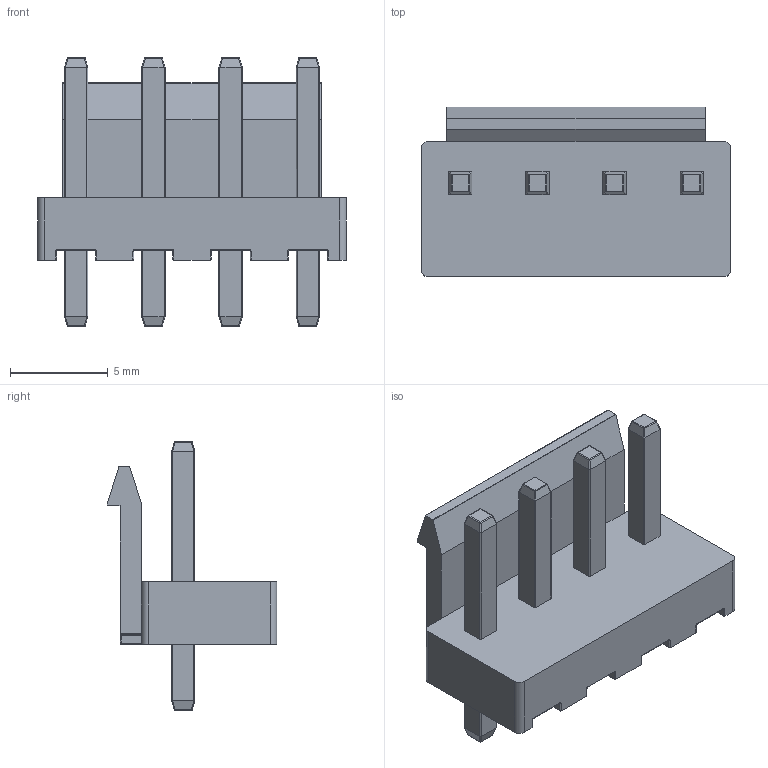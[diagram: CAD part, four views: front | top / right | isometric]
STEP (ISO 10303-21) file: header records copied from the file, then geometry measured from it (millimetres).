
FILE_DESCRIPTION (( 'STEP AP214' ), '1' );
FILE_NAME ('VH3.96-4A.step', '2022-08-08T03:35:55', ( '' ), ( '' ), 'SwSTEP 2.0', 'SolidWorks 2020', '' );
FILE_SCHEMA (( 'AUTOMOTIVE_DESIGN' ));
Length unit declared in the file: millimetre
Products named in the file (1): VH3.96-4A
Bounding box: 15.84 x 8.7 x 13.8 mm (x, y, z)
Volume: 505.8 mm3; surface area: 820.8 mm2
Topology: 1 solids, 1 shells, 600 faces, 1543 edges, 936 vertices
Faces by surface type: plane 246, cylinder 188, bspline 98, sphere 36, torus 32
Entity records: 24809 total; most frequent: CARTESIAN_POINT 4734, ORIENTED_EDGE 3014, DIRECTION 2465, EDGE_CURVE 1507, VERTEX_POINT 936, VECTOR 899, LINE 899, AXIS2_PLACEMENT_3D 783
